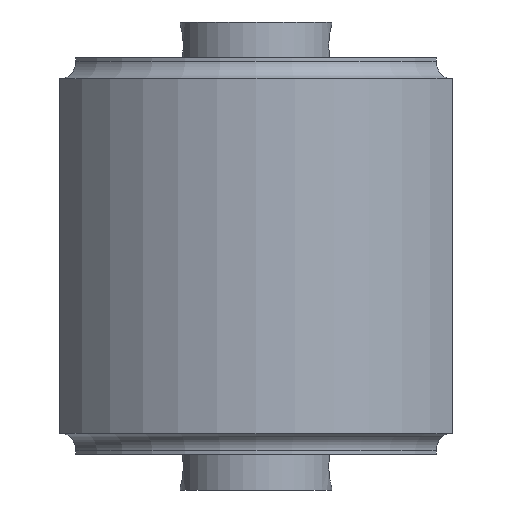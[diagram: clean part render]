
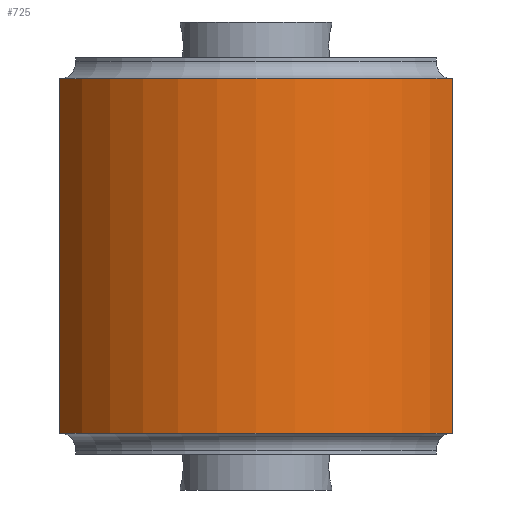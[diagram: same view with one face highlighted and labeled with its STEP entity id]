
A CAD part, left-side view. The second image highlights one B-rep face of the part: STEP entity #725.
In plain terms, the highlighted cylindrical face has radius 47.994 mm (diameter 95.987 mm), a partial arc.
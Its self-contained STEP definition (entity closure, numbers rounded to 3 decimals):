
#89=LINE('',#1508,#132);
#97=LINE('',#1526,#140);
#132=VECTOR('',#1007,10.);
#140=VECTOR('',#1033,10.);
#158=CYLINDRICAL_SURFACE('',#823,47.994);
#195=FACE_OUTER_BOUND('',#244,.T.);
#244=EDGE_LOOP('',(#676,#677,#678,#679));
#291=CIRCLE('',#809,47.994);
#292=CIRCLE('',#819,47.994);
#362=VERTEX_POINT('',#1492);
#363=VERTEX_POINT('',#1494);
#364=VERTEX_POINT('',#1506);
#365=VERTEX_POINT('',#1519);
#454=EDGE_CURVE('',#362,#363,#291,.T.);
#462=EDGE_CURVE('',#364,#362,#89,.T.);
#469=EDGE_CURVE('',#365,#364,#292,.T.);
#471=EDGE_CURVE('',#365,#363,#97,.T.);
#676=ORIENTED_EDGE('',*,*,#471,.T.);
#677=ORIENTED_EDGE('',*,*,#454,.F.);
#678=ORIENTED_EDGE('',*,*,#462,.F.);
#679=ORIENTED_EDGE('',*,*,#469,.F.);
#725=ADVANCED_FACE('',(#195),#158,.T.);
#809=AXIS2_PLACEMENT_3D('',#1495,#990,#991);
#819=AXIS2_PLACEMENT_3D('',#1521,#1024,#1025);
#823=AXIS2_PLACEMENT_3D('',#1527,#1034,#1035);
#990=DIRECTION('center_axis',(0.,0.,1.));
#991=DIRECTION('ref_axis',(1.,0.,0.));
#1007=DIRECTION('',(0.,0.,1.));
#1024=DIRECTION('center_axis',(0.,0.,-1.));
#1025=DIRECTION('ref_axis',(1.,0.,0.));
#1033=DIRECTION('',(0.,0.,1.));
#1034=DIRECTION('center_axis',(0.,0.,1.));
#1035=DIRECTION('ref_axis',(-1.,0.,0.));
#1492=CARTESIAN_POINT('',(-23.997,41.564,37.5));
#1494=CARTESIAN_POINT('',(-23.997,-41.564,37.5));
#1495=CARTESIAN_POINT('Origin',(0.,0.,37.5));
#1506=CARTESIAN_POINT('',(-23.997,41.564,-37.5));
#1508=CARTESIAN_POINT('',(-23.997,41.564,0.));
#1519=CARTESIAN_POINT('',(-23.997,-41.564,-37.5));
#1521=CARTESIAN_POINT('Origin',(0.,0.,-37.5));
#1526=CARTESIAN_POINT('',(-23.997,-41.564,0.));
#1527=CARTESIAN_POINT('Origin',(0.,0.,0.));
